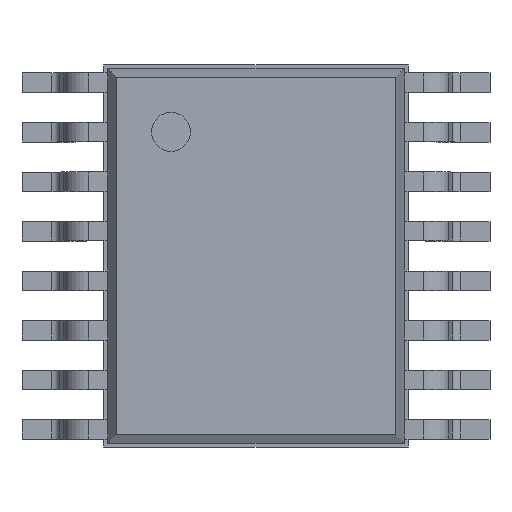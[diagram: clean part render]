
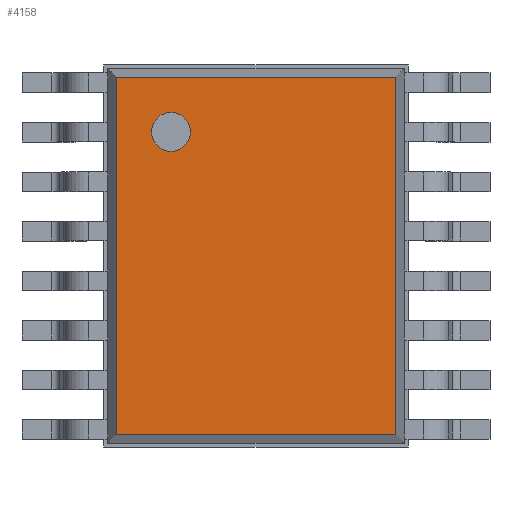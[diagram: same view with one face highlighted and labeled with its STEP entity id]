
A CAD part, top view. The second image highlights one B-rep face of the part: STEP entity #4158.
In plain terms, the highlighted planar face has unit normal (0, 0, 1).
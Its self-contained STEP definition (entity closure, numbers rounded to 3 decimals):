
#27=VECTOR('',#28,1.);
#28=DIRECTION('',(0.,-1.,0.));
#115=VECTOR('',#116,1.);
#116=DIRECTION('',(1.,0.,0.));
#122=VECTOR('',#123,1.);
#123=DIRECTION('',(0.,1.,0.));
#127=VECTOR('',#128,1.);
#128=DIRECTION('',(-1.,0.,0.));
#131=DIRECTION('',(0.,0.,-1.));
#2208=VERTEX_POINT('',#2209);
#2209=CARTESIAN_POINT('',(1.791,2.291,1.42));
#2211=ORIENTED_EDGE('',*,*,#2212,.F.);
#2212=EDGE_CURVE('',#2213,#2208,#2215,.T.);
#2213=VERTEX_POINT('',#2214);
#2214=CARTESIAN_POINT('',(1.791,-2.291,1.42));
#2215=LINE('',#2214,#122);
#2226=VERTEX_POINT('',#2227);
#2227=CARTESIAN_POINT('',(-1.791,2.291,1.42));
#2229=ORIENTED_EDGE('',*,*,#2230,.F.);
#2230=EDGE_CURVE('',#2208,#2226,#2231,.T.);
#2231=LINE('',#2209,#127);
#2264=VERTEX_POINT('',#2265);
#2265=CARTESIAN_POINT('',(-1.791,-2.291,1.42));
#2267=ORIENTED_EDGE('',*,*,#2268,.F.);
#2268=EDGE_CURVE('',#2226,#2264,#2269,.T.);
#2269=LINE('',#2227,#27);
#2975=ORIENTED_EDGE('',*,*,#2976,.F.);
#2976=EDGE_CURVE('',#2264,#2213,#2977,.T.);
#2977=LINE('',#2265,#115);
#4158=ADVANCED_FACE('',(#4159,#4161),#4171,.F.);
#4159=FACE_BOUND('',#4160,.F.);
#4160=EDGE_LOOP('',(#2267,#2229,#2211,#2975));
#4161=FACE_BOUND('',#4162,.F.);
#4162=EDGE_LOOP('',(#4163));
#4163=ORIENTED_EDGE('',*,*,#4164,.F.);
#4164=EDGE_CURVE('',#4165,#4165,#4167,.T.);
#4165=VERTEX_POINT('',#4166);
#4166=CARTESIAN_POINT('',(-1.091,1.341,1.42));
#4167=CIRCLE('',#4168,0.25);
#4168=AXIS2_PLACEMENT_3D('',#4169,#4170,#28);
#4169=CARTESIAN_POINT('',(-1.091,1.591,1.42));
#4170=DIRECTION('',(0.,-0.,-1.));
#4171=PLANE('',#4172);
#4172=AXIS2_PLACEMENT_3D('',#2227,#131,#4173);
#4173=DIRECTION('',(0.616,-0.788,0.));
